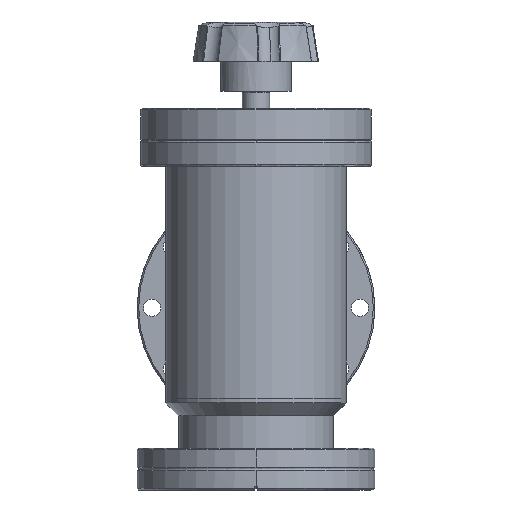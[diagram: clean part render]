
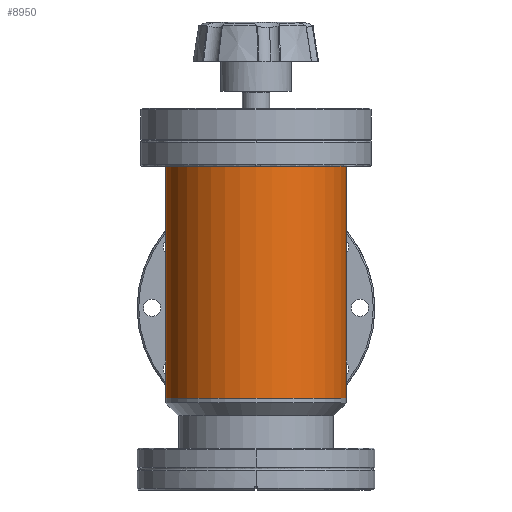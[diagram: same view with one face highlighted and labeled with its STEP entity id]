
A CAD part, front view. The second image highlights one B-rep face of the part: STEP entity #8950.
In plain terms, the highlighted cylindrical face has radius 44.45 mm (diameter 88.9 mm), a partial arc.
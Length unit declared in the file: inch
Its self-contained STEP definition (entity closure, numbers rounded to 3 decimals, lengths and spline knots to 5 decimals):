
#1186 = ORIENTED_EDGE ( 'NONE', *, *, #6009, .T. ) ;
#2001 = VERTEX_POINT ( 'NONE', #8104 ) ;
#3300 = DIRECTION ( 'NONE',  ( 0., 0., -1. ) ) ;
#3692 = DIRECTION ( 'NONE',  ( 0., 0., -1. ) ) ;
#4048 = VERTEX_POINT ( 'NONE', #14711 ) ;
#4133 = DIRECTION ( 'NONE',  ( 0., 0., 1. ) ) ;
#4348 = ORIENTED_EDGE ( 'NONE', *, *, #13933, .T. ) ;
#4921 = CARTESIAN_POINT ( 'NONE',  ( -1.75, 0., 4.55 ) ) ;
#5105 = AXIS2_PLACEMENT_3D ( 'NONE', #11478, #4133, #12707 ) ;
#5384 = DIRECTION ( 'NONE',  ( 0., 0., -1. ) ) ;
#5427 = CARTESIAN_POINT ( 'NONE',  ( 1.75, 0., 4.53 ) ) ;
#5985 = CIRCLE ( 'NONE', #7077, 1.75 ) ;
#6009 = EDGE_CURVE ( 'NONE', #8273, #2001, #10221, .T. ) ;
#6057 = CIRCLE ( 'NONE', #5105, 1.75 ) ;
#6820 = ORIENTED_EDGE ( 'NONE', *, *, #10572, .F. ) ;
#7022 = ORIENTED_EDGE ( 'NONE', *, *, #11398, .T. ) ;
#7077 = AXIS2_PLACEMENT_3D ( 'NONE', #12726, #5384, #13946 ) ;
#7344 = DIRECTION ( 'NONE',  ( 0., 0., -1. ) ) ;
#8104 = CARTESIAN_POINT ( 'NONE',  ( -1.75, 0., 0. ) ) ;
#8273 = VERTEX_POINT ( 'NONE', #14261 ) ;
#8280 = DIRECTION ( 'NONE',  ( -1., 0., 0. ) ) ;
#8716 = AXIS2_PLACEMENT_3D ( 'NONE', #11943, #3300, #8280 ) ;
#8950 = ADVANCED_FACE ( 'NONE', ( #15337 ), #14943, .T. ) ;
#10221 = LINE ( 'NONE', #4921, #13077 ) ;
#10488 = VECTOR ( 'NONE', #7344, 39.37008 ) ;
#10572 = EDGE_CURVE ( 'NONE', #15120, #4048, #13724, .T. ) ;
#11398 = EDGE_CURVE ( 'NONE', #2001, #4048, #6057, .T. ) ;
#11478 = CARTESIAN_POINT ( 'NONE',  ( 0., 0., 0. ) ) ;
#11943 = CARTESIAN_POINT ( 'NONE',  ( 0., 0., 4.55 ) ) ;
#12192 = CARTESIAN_POINT ( 'NONE',  ( 1.75, 0., 4.55 ) ) ;
#12707 = DIRECTION ( 'NONE',  ( -1., 0., 0. ) ) ;
#12726 = CARTESIAN_POINT ( 'NONE',  ( 0., 0., 4.53 ) ) ;
#13077 = VECTOR ( 'NONE', #3692, 39.37008 ) ;
#13501 = EDGE_LOOP ( 'NONE', ( #6820, #4348, #1186, #7022 ) ) ;
#13724 = LINE ( 'NONE', #12192, #10488 ) ;
#13933 = EDGE_CURVE ( 'NONE', #15120, #8273, #5985, .T. ) ;
#13946 = DIRECTION ( 'NONE',  ( -1., 0., 0. ) ) ;
#14261 = CARTESIAN_POINT ( 'NONE',  ( -1.75, 0., 4.53 ) ) ;
#14711 = CARTESIAN_POINT ( 'NONE',  ( 1.75, 0., 0. ) ) ;
#14943 = CYLINDRICAL_SURFACE ( 'NONE', #8716, 1.75 ) ;
#15120 = VERTEX_POINT ( 'NONE', #5427 ) ;
#15337 = FACE_OUTER_BOUND ( 'NONE', #13501, .T. ) ;
